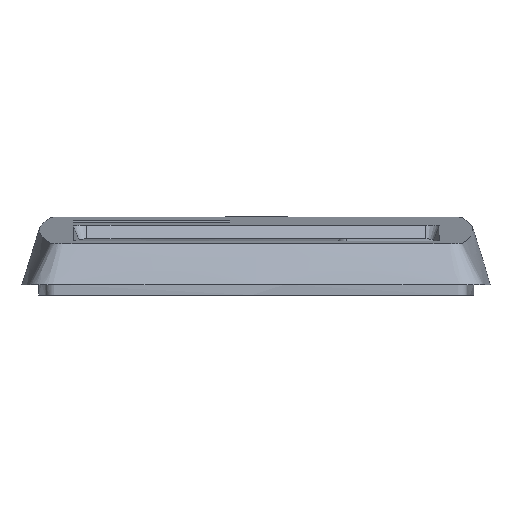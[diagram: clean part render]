
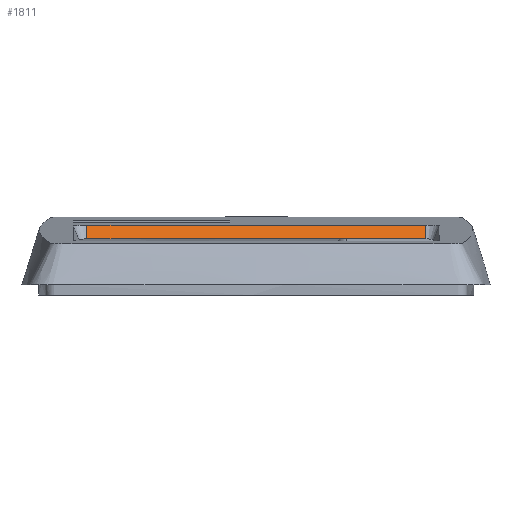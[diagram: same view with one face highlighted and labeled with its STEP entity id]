
A CAD part, front view. The second image highlights one B-rep face of the part: STEP entity #1811.
In plain terms, the highlighted planar face has unit normal (0, -0.944, 0.331).
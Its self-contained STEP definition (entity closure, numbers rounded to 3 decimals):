
#242=FACE_OUTER_BOUND('',#355,.T.);
#355=EDGE_LOOP('',(#1468,#1469,#1470,#1471));
#514=LINE('',#5000,#671);
#519=LINE('',#5014,#676);
#520=LINE('',#5018,#677);
#521=LINE('',#5019,#678);
#671=VECTOR('',#2287,10.);
#676=VECTOR('',#2300,10.);
#677=VECTOR('',#2305,10.);
#678=VECTOR('',#2306,10.);
#842=VERTEX_POINT('',#4997);
#843=VERTEX_POINT('',#4999);
#848=VERTEX_POINT('',#5013);
#849=VERTEX_POINT('',#5017);
#1071=EDGE_CURVE('',#842,#843,#514,.T.);
#1078=EDGE_CURVE('',#848,#843,#519,.T.);
#1080=EDGE_CURVE('',#849,#842,#520,.T.);
#1081=EDGE_CURVE('',#848,#849,#521,.T.);
#1468=ORIENTED_EDGE('',*,*,#1080,.F.);
#1469=ORIENTED_EDGE('',*,*,#1081,.F.);
#1470=ORIENTED_EDGE('',*,*,#1078,.T.);
#1471=ORIENTED_EDGE('',*,*,#1071,.F.);
#1732=PLANE('',#1954);
#1811=ADVANCED_FACE('',(#242),#1732,.F.);
#1954=AXIS2_PLACEMENT_3D('',#5016,#2303,#2304);
#2287=DIRECTION('',(-1.,0.,0.));
#2300=DIRECTION('',(0.,-0.331,-0.944));
#2303=DIRECTION('center_axis',(0.,0.944,-0.331));
#2304=DIRECTION('ref_axis',(1.,0.,0.));
#2305=DIRECTION('',(0.,-0.331,-0.944));
#2306=DIRECTION('',(1.,0.,0.));
#4997=CARTESIAN_POINT('',(394.918,33.508,16.73));
#4999=CARTESIAN_POINT('',(270.918,33.508,16.73));
#5000=CARTESIAN_POINT('',(363.943,33.508,16.73));
#5013=CARTESIAN_POINT('',(270.918,35.253,21.713));
#5014=CARTESIAN_POINT('',(270.918,35.253,21.713));
#5016=CARTESIAN_POINT('Origin',(394.918,35.253,21.713));
#5017=CARTESIAN_POINT('',(394.918,35.253,21.713));
#5018=CARTESIAN_POINT('',(394.918,35.253,21.713));
#5019=CARTESIAN_POINT('',(360.711,35.253,21.713));
